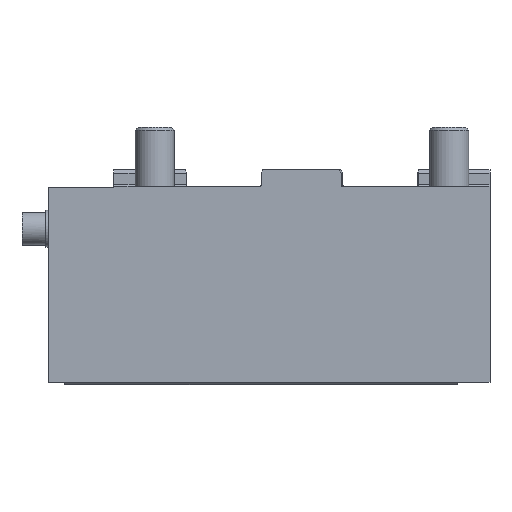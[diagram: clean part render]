
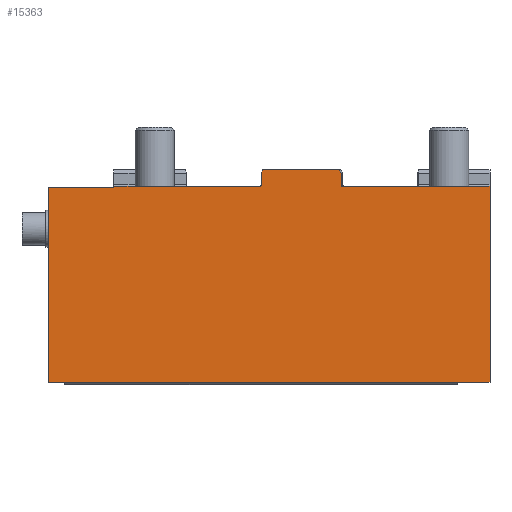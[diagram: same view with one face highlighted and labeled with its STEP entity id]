
A CAD part, front view. The second image highlights one B-rep face of the part: STEP entity #15363.
In plain terms, the highlighted planar face has unit normal (0, 1, 0).
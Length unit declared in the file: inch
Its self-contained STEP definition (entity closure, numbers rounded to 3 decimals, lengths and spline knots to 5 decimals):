
#97 = ORIENTED_EDGE ( 'NONE', *, *, #5513, .T. ) ;
#150 = VERTEX_POINT ( 'NONE', #11811 ) ;
#244 = VERTEX_POINT ( 'NONE', #2488 ) ;
#477 = VERTEX_POINT ( 'NONE', #7368 ) ;
#721 = CIRCLE ( 'NONE', #3602, 0.01575 ) ;
#743 = ORIENTED_EDGE ( 'NONE', *, *, #11136, .T. ) ;
#945 = VECTOR ( 'NONE', #1072, 39.37008 ) ;
#992 = LINE ( 'NONE', #8411, #2505 ) ;
#1072 = DIRECTION ( 'NONE',  ( 0., 0., -1. ) ) ;
#1111 = DIRECTION ( 'NONE',  ( 0., 0., 1. ) ) ;
#1223 = CARTESIAN_POINT ( 'NONE',  ( 0.47244, -2.20472, 0. ) ) ;
#1832 = VECTOR ( 'NONE', #2992, 39.37008 ) ;
#2095 = CARTESIAN_POINT ( 'NONE',  ( -0.50768, -2.20472, 0.01575 ) ) ;
#2117 = PLANE ( 'NONE',  #10691 ) ;
#2195 = FACE_OUTER_BOUND ( 'NONE', #6904, .T. ) ;
#2268 = CARTESIAN_POINT ( 'NONE',  ( 0.48819, -2.20472, 0. ) ) ;
#2488 = CARTESIAN_POINT ( 'NONE',  ( -0.50768, -2.20472, 0. ) ) ;
#2505 = VECTOR ( 'NONE', #5861, 39.37008 ) ;
#2977 = DIRECTION ( 'NONE',  ( 0., 1., 0. ) ) ;
#2992 = DIRECTION ( 'NONE',  ( 1., 0., 0. ) ) ;
#3171 = LINE ( 'NONE', #3340, #9019 ) ;
#3247 = EDGE_CURVE ( 'NONE', #5776, #15582, #7941, .T. ) ;
#3340 = CARTESIAN_POINT ( 'NONE',  ( 0., -2.20472, -0.01969 ) ) ;
#3597 = CARTESIAN_POINT ( 'NONE',  ( 0.46108, -2.20472, 0.17717 ) ) ;
#3602 = AXIS2_PLACEMENT_3D ( 'NONE', #14010, #2977, #7870 ) ;
#3639 = ORIENTED_EDGE ( 'NONE', *, *, #12534, .T. ) ;
#4194 = CARTESIAN_POINT ( 'NONE',  ( -0.49193, -2.20472, 0.01575 ) ) ;
#4693 = DIRECTION ( 'NONE',  ( -1., 0., 0. ) ) ;
#4756 = EDGE_CURVE ( 'NONE', #14643, #477, #15891, .T. ) ;
#4792 = CARTESIAN_POINT ( 'NONE',  ( -0.48056, -2.20472, 0.17717 ) ) ;
#4927 = CIRCLE ( 'NONE', #14072, 0.01575 ) ;
#5000 = ORIENTED_EDGE ( 'NONE', *, *, #3247, .F. ) ;
#5002 = VERTEX_POINT ( 'NONE', #2268 ) ;
#5189 = EDGE_CURVE ( 'NONE', #5002, #13226, #721, .T. ) ;
#5327 = VERTEX_POINT ( 'NONE', #7057 ) ;
#5363 = VECTOR ( 'NONE', #15417, 39.37008 ) ;
#5513 = EDGE_CURVE ( 'NONE', #11257, #9666, #15053, .T. ) ;
#5776 = VERTEX_POINT ( 'NONE', #7578 ) ;
#5847 = CARTESIAN_POINT ( 'NONE',  ( -3.05118, -2.20472, -0.01969 ) ) ;
#5861 = DIRECTION ( 'NONE',  ( 1., 0., 0. ) ) ;
#5914 = DIRECTION ( 'NONE',  ( 0., 0., -1. ) ) ;
#5957 = DIRECTION ( 'NONE',  ( 0.5, 0., -0.866 ) ) ;
#6179 = VECTOR ( 'NONE', #1111, 39.37008 ) ;
#6464 = DIRECTION ( 'NONE',  ( 0., 0., 1. ) ) ;
#6498 = CARTESIAN_POINT ( 'NONE',  ( 0., -2.20472, 0. ) ) ;
#6825 = CARTESIAN_POINT ( 'NONE',  ( -0.4692, -2.20472, 0.19685 ) ) ;
#6836 = DIRECTION ( 'NONE',  ( 1., 0., 0. ) ) ;
#6893 = ORIENTED_EDGE ( 'NONE', *, *, #10739, .T. ) ;
#6904 = EDGE_LOOP ( 'NONE', ( #3639, #5000, #10678, #10591, #97, #12550, #11301, #12309, #6893, #12689, #14022, #743, #10640, #12488 ) ) ;
#7057 = CARTESIAN_POINT ( 'NONE',  ( 2.26378, -2.20472, 0. ) ) ;
#7086 = DIRECTION ( 'NONE',  ( 0., 0., 1. ) ) ;
#7368 = CARTESIAN_POINT ( 'NONE',  ( -3.05118, -2.20472, -2.3622 ) ) ;
#7472 = VECTOR ( 'NONE', #6464, 39.37008 ) ;
#7476 = VECTOR ( 'NONE', #14685, 39.37008 ) ;
#7578 = CARTESIAN_POINT ( 'NONE',  ( -2.26378, -2.20472, 0. ) ) ;
#7870 = DIRECTION ( 'NONE',  ( 0., 0., 1. ) ) ;
#7941 = LINE ( 'NONE', #11620, #10114 ) ;
#8113 = VERTEX_POINT ( 'NONE', #14677 ) ;
#8411 = CARTESIAN_POINT ( 'NONE',  ( 0., -2.20472, 0.19685 ) ) ;
#8715 = CARTESIAN_POINT ( 'NONE',  ( -2.26378, -2.20472, -0.01969 ) ) ;
#9006 = DIRECTION ( 'NONE',  ( 0., 0., -1. ) ) ;
#9019 = VECTOR ( 'NONE', #6836, 39.37008 ) ;
#9506 = CARTESIAN_POINT ( 'NONE',  ( 0., -2.20472, -2.3622 ) ) ;
#9666 = VERTEX_POINT ( 'NONE', #13409 ) ;
#9703 = CARTESIAN_POINT ( 'NONE',  ( 0., -2.20472, 0. ) ) ;
#9716 = LINE ( 'NONE', #1223, #945 ) ;
#9774 = VERTEX_POINT ( 'NONE', #5847 ) ;
#10067 = VECTOR ( 'NONE', #13875, 39.37008 ) ;
#10114 = VECTOR ( 'NONE', #9006, 39.37008 ) ;
#10438 = CARTESIAN_POINT ( 'NONE',  ( 2.26378, -2.20472, 0. ) ) ;
#10591 = ORIENTED_EDGE ( 'NONE', *, *, #14732, .F. ) ;
#10640 = ORIENTED_EDGE ( 'NONE', *, *, #4756, .T. ) ;
#10678 = ORIENTED_EDGE ( 'NONE', *, *, #15604, .T. ) ;
#10689 = DIRECTION ( 'NONE',  ( 0., 1., 0. ) ) ;
#10691 = AXIS2_PLACEMENT_3D ( 'NONE', #9703, #10689, #7086 ) ;
#10710 = EDGE_CURVE ( 'NONE', #11005, #8113, #992, .T. ) ;
#10739 = EDGE_CURVE ( 'NONE', #150, #13226, #9716, .T. ) ;
#10815 = EDGE_CURVE ( 'NONE', #5002, #5327, #12496, .T. ) ;
#11005 = VERTEX_POINT ( 'NONE', #6825 ) ;
#11136 = EDGE_CURVE ( 'NONE', #5327, #14643, #11669, .T. ) ;
#11257 = VERTEX_POINT ( 'NONE', #4194 ) ;
#11301 = ORIENTED_EDGE ( 'NONE', *, *, #10710, .T. ) ;
#11335 = CARTESIAN_POINT ( 'NONE',  ( 0., -2.20472, 0. ) ) ;
#11533 = CARTESIAN_POINT ( 'NONE',  ( -0.49193, -2.20472, 0. ) ) ;
#11620 = CARTESIAN_POINT ( 'NONE',  ( -2.26378, -2.20472, 0.19685 ) ) ;
#11650 = CARTESIAN_POINT ( 'NONE',  ( 2.26378, -2.20472, -2.3622 ) ) ;
#11669 = LINE ( 'NONE', #10438, #5363 ) ;
#11811 = CARTESIAN_POINT ( 'NONE',  ( 0.47244, -2.20472, 0.15748 ) ) ;
#12133 = EDGE_CURVE ( 'NONE', #477, #9774, #13367, .T. ) ;
#12261 = VECTOR ( 'NONE', #5957, 39.37008 ) ;
#12309 = ORIENTED_EDGE ( 'NONE', *, *, #13904, .T. ) ;
#12488 = ORIENTED_EDGE ( 'NONE', *, *, #12133, .T. ) ;
#12496 = LINE ( 'NONE', #11335, #10067 ) ;
#12534 = EDGE_CURVE ( 'NONE', #9774, #15582, #3171, .T. ) ;
#12550 = ORIENTED_EDGE ( 'NONE', *, *, #12620, .T. ) ;
#12620 = EDGE_CURVE ( 'NONE', #9666, #11005, #14768, .T. ) ;
#12689 = ORIENTED_EDGE ( 'NONE', *, *, #5189, .F. ) ;
#13121 = DIRECTION ( 'NONE',  ( 0., 1., 0. ) ) ;
#13226 = VERTEX_POINT ( 'NONE', #15353 ) ;
#13367 = LINE ( 'NONE', #15897, #6179 ) ;
#13402 = LINE ( 'NONE', #3597, #12261 ) ;
#13409 = CARTESIAN_POINT ( 'NONE',  ( -0.49193, -2.20472, 0.15748 ) ) ;
#13875 = DIRECTION ( 'NONE',  ( 1., 0., 0. ) ) ;
#13904 = EDGE_CURVE ( 'NONE', #8113, #150, #13402, .T. ) ;
#14010 = CARTESIAN_POINT ( 'NONE',  ( 0.48819, -2.20472, 0.01575 ) ) ;
#14022 = ORIENTED_EDGE ( 'NONE', *, *, #10815, .T. ) ;
#14072 = AXIS2_PLACEMENT_3D ( 'NONE', #2095, #13121, #5914 ) ;
#14643 = VERTEX_POINT ( 'NONE', #11650 ) ;
#14677 = CARTESIAN_POINT ( 'NONE',  ( 0.44971, -2.20472, 0.19685 ) ) ;
#14685 = DIRECTION ( 'NONE',  ( 0.5, 0., 0.866 ) ) ;
#14732 = EDGE_CURVE ( 'NONE', #11257, #244, #4927, .T. ) ;
#14768 = LINE ( 'NONE', #4792, #7476 ) ;
#15053 = LINE ( 'NONE', #11533, #7472 ) ;
#15321 = VECTOR ( 'NONE', #4693, 39.37008 ) ;
#15353 = CARTESIAN_POINT ( 'NONE',  ( 0.47244, -2.20472, 0.01575 ) ) ;
#15363 = ADVANCED_FACE ( 'NONE', ( #2195 ), #2117, .T. ) ;
#15406 = LINE ( 'NONE', #6498, #1832 ) ;
#15417 = DIRECTION ( 'NONE',  ( 0., 0., -1. ) ) ;
#15582 = VERTEX_POINT ( 'NONE', #8715 ) ;
#15604 = EDGE_CURVE ( 'NONE', #5776, #244, #15406, .T. ) ;
#15891 = LINE ( 'NONE', #9506, #15321 ) ;
#15897 = CARTESIAN_POINT ( 'NONE',  ( -3.05118, -2.20472, 0. ) ) ;
